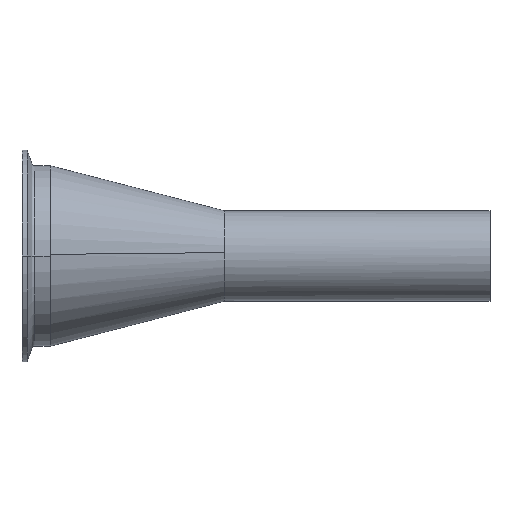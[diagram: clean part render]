
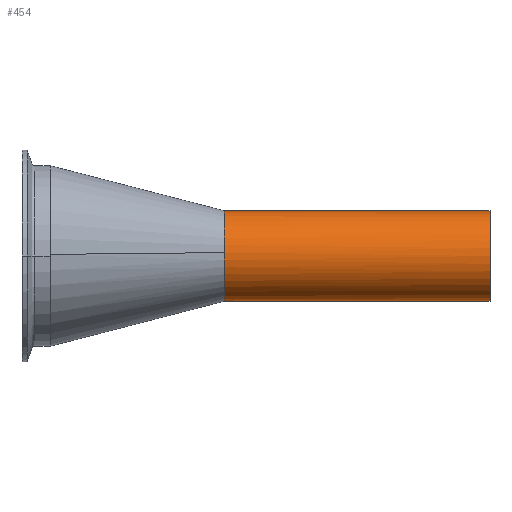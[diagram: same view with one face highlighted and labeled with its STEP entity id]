
A CAD part, left-side view. The second image highlights one B-rep face of the part: STEP entity #454.
In plain terms, the highlighted cylindrical face has radius 25.4 mm (diameter 50.8 mm), a partial arc.
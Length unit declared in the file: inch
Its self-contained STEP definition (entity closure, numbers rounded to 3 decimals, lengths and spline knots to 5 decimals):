
#63 = DIRECTION ( 'NONE',  ( 0., 0., 1. ) ) ;
#164 = CARTESIAN_POINT ( 'NONE',  ( 0., 0., 0.99999 ) ) ;
#222 = CIRCLE ( 'NONE', #654, 1. ) ;
#266 = VERTEX_POINT ( 'NONE', #2080 ) ;
#325 = CARTESIAN_POINT ( 'NONE',  ( 0., -5.88976, -1. ) ) ;
#326 = CIRCLE ( 'NONE', #1042, 1. ) ;
#337 = ORIENTED_EDGE ( 'NONE', *, *, #1974, .F. ) ;
#385 = DIRECTION ( 'NONE',  ( 0., -1., 0. ) ) ;
#400 = LINE ( 'NONE', #869, #960 ) ;
#454 = ADVANCED_FACE ( 'NONE', ( #1304 ), #1222, .T. ) ;
#546 = DIRECTION ( 'NONE',  ( 0., 0., 1. ) ) ;
#572 = CARTESIAN_POINT ( 'NONE',  ( -0.99716, 0., 0.07533 ) ) ;
#584 = VECTOR ( 'NONE', #2098, 39.37008 ) ;
#648 = ORIENTED_EDGE ( 'NONE', *, *, #1288, .F. ) ;
#654 = AXIS2_PLACEMENT_3D ( 'NONE', #1369, #385, #1381 ) ;
#660 = CIRCLE ( 'NONE', #1371, 1. ) ;
#720 = VERTEX_POINT ( 'NONE', #572 ) ;
#805 = ORIENTED_EDGE ( 'NONE', *, *, #1305, .F. ) ;
#869 = CARTESIAN_POINT ( 'NONE',  ( 0., -5.88976, 1. ) ) ;
#898 = EDGE_LOOP ( 'NONE', ( #1475, #648, #1132, #805, #337 ) ) ;
#908 = CARTESIAN_POINT ( 'NONE',  ( 0., -5.88976, -1. ) ) ;
#960 = VECTOR ( 'NONE', #1895, 39.37008 ) ;
#985 = CARTESIAN_POINT ( 'NONE',  ( 0., 0., 0. ) ) ;
#1042 = AXIS2_PLACEMENT_3D ( 'NONE', #985, #1836, #1848 ) ;
#1087 = AXIS2_PLACEMENT_3D ( 'NONE', #1395, #1700, #63 ) ;
#1132 = ORIENTED_EDGE ( 'NONE', *, *, #1441, .T. ) ;
#1215 = CARTESIAN_POINT ( 'NONE',  ( 0., 0., 0. ) ) ;
#1222 = CYLINDRICAL_SURFACE ( 'NONE', #1087, 1. ) ;
#1288 = EDGE_CURVE ( 'NONE', #2063, #1924, #222, .T. ) ;
#1304 = FACE_OUTER_BOUND ( 'NONE', #898, .T. ) ;
#1305 = EDGE_CURVE ( 'NONE', #720, #1865, #660, .T. ) ;
#1362 = DIRECTION ( 'NONE',  ( 0., 1., 0. ) ) ;
#1369 = CARTESIAN_POINT ( 'NONE',  ( 0., -5.88976, 0. ) ) ;
#1371 = AXIS2_PLACEMENT_3D ( 'NONE', #1215, #1362, #546 ) ;
#1381 = DIRECTION ( 'NONE',  ( 0., 0., -1. ) ) ;
#1395 = CARTESIAN_POINT ( 'NONE',  ( 0., -5.88976, 0. ) ) ;
#1441 = EDGE_CURVE ( 'NONE', #2063, #1865, #400, .T. ) ;
#1475 = ORIENTED_EDGE ( 'NONE', *, *, #1502, .F. ) ;
#1502 = EDGE_CURVE ( 'NONE', #1924, #266, #2042, .T. ) ;
#1700 = DIRECTION ( 'NONE',  ( 0., 1., 0. ) ) ;
#1836 = DIRECTION ( 'NONE',  ( 0., 1., 0. ) ) ;
#1848 = DIRECTION ( 'NONE',  ( 0., 0., 1. ) ) ;
#1865 = VERTEX_POINT ( 'NONE', #164 ) ;
#1895 = DIRECTION ( 'NONE',  ( 0., 1., 0. ) ) ;
#1924 = VERTEX_POINT ( 'NONE', #325 ) ;
#1974 = EDGE_CURVE ( 'NONE', #266, #720, #326, .T. ) ;
#2042 = LINE ( 'NONE', #908, #584 ) ;
#2043 = CARTESIAN_POINT ( 'NONE',  ( 0., -5.88976, 1. ) ) ;
#2063 = VERTEX_POINT ( 'NONE', #2043 ) ;
#2080 = CARTESIAN_POINT ( 'NONE',  ( 0., 0., -0.99999 ) ) ;
#2098 = DIRECTION ( 'NONE',  ( 0., 1., 0. ) ) ;
